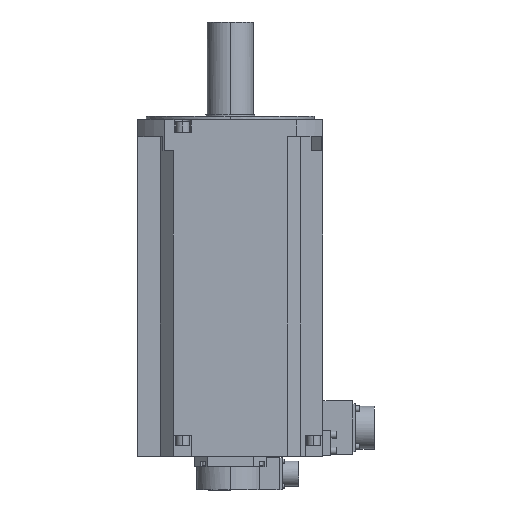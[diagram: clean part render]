
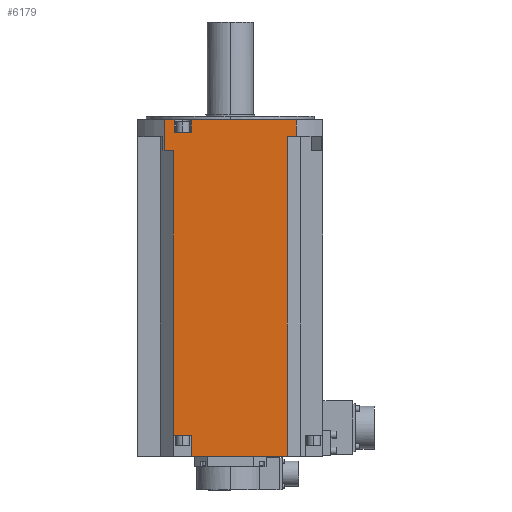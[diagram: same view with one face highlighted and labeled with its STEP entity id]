
A CAD part, left-side view. The second image highlights one B-rep face of the part: STEP entity #6179.
In plain terms, the highlighted planar face has unit normal (-1, 0, 0).
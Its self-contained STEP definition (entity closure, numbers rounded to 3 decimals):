
#72 = VERTEX_POINT ( 'NONE', #15211 ) ;
#74 = EDGE_CURVE ( 'NONE', #75, #72, #15201, .T. ) ;
#75 = VERTEX_POINT ( 'NONE', #15215 ) ;
#547 = VERTEX_POINT ( 'NONE', #3067 ) ;
#550 = EDGE_CURVE ( 'NONE', #551, #547, #3059, .T. ) ;
#551 = VERTEX_POINT ( 'NONE', #3055 ) ;
#1526 = EDGE_CURVE ( 'NONE', #1527, #1720, #5250, .T. ) ;
#1527 = VERTEX_POINT ( 'NONE', #5246 ) ;
#1529 = EDGE_CURVE ( 'NONE', #1810, #1781, #5245, .T. ) ;
#1536 = EDGE_CURVE ( 'NONE', #547, #1537, #5234, .T. ) ;
#1537 = VERTEX_POINT ( 'NONE', #5306 ) ;
#1719 = EDGE_CURVE ( 'NONE', #1720, #1721, #6781, .T. ) ;
#1720 = VERTEX_POINT ( 'NONE', #6777 ) ;
#1721 = VERTEX_POINT ( 'NONE', #6776 ) ;
#1778 = VERTEX_POINT ( 'NONE', #6826 ) ;
#1780 = EDGE_CURVE ( 'NONE', #1781, #1778, #6889, .T. ) ;
#1781 = VERTEX_POINT ( 'NONE', #6885 ) ;
#1795 = VERTEX_POINT ( 'NONE', #6865 ) ;
#1797 = EDGE_CURVE ( 'NONE', #1778, #1795, #6864, .T. ) ;
#1810 = VERTEX_POINT ( 'NONE', #6897 ) ;
#3055 = CARTESIAN_POINT ( 'NONE',  ( -110., -67.49, -20. ) ) ;
#3056 = DIRECTION ( 'NONE',  ( 0., -1., 0. ) ) ;
#3057 = VECTOR ( 'NONE', #3056, 1000. ) ;
#3058 = CARTESIAN_POINT ( 'NONE',  ( -110., 78.262, -20. ) ) ;
#3059 = LINE ( 'NONE', #3058, #3057 ) ;
#3067 = CARTESIAN_POINT ( 'NONE',  ( -110., -78.262, -20. ) ) ;
#5226 = CARTESIAN_POINT ( 'NONE',  ( -110., -78.262, 0. ) ) ;
#5234 = LINE ( 'NONE', #5226, #5308 ) ;
#5242 = DIRECTION ( 'NONE',  ( 0., 0., -1. ) ) ;
#5243 = VECTOR ( 'NONE', #5242, 1000. ) ;
#5244 = CARTESIAN_POINT ( 'NONE',  ( -110., 46.25, 0. ) ) ;
#5245 = LINE ( 'NONE', #5244, #5243 ) ;
#5246 = CARTESIAN_POINT ( 'NONE',  ( -110., 78.262, 0. ) ) ;
#5247 = DIRECTION ( 'NONE',  ( 0., 0., -1. ) ) ;
#5248 = VECTOR ( 'NONE', #5247, 1000. ) ;
#5249 = CARTESIAN_POINT ( 'NONE',  ( -110., 78.262, 0. ) ) ;
#5250 = LINE ( 'NONE', #5249, #5248 ) ;
#5306 = CARTESIAN_POINT ( 'NONE',  ( -110., -78.262, 0. ) ) ;
#5307 = DIRECTION ( 'NONE',  ( 0., 0., 1. ) ) ;
#5308 = VECTOR ( 'NONE', #5307, 1000. ) ;
#5809 = ORIENTED_EDGE ( 'NONE', *, *, #5810, .T. ) ;
#5810 = EDGE_CURVE ( 'NONE', #6207, #6174, #8904, .T. ) ;
#5829 = ORIENTED_EDGE ( 'NONE', *, *, #6175, .T. ) ;
#6117 = ORIENTED_EDGE ( 'NONE', *, *, #6148, .F. ) ;
#6148 = EDGE_CURVE ( 'NONE', #1810, #1537, #9948, .T. ) ;
#6149 = ORIENTED_EDGE ( 'NONE', *, *, #1529, .T. ) ;
#6150 = ORIENTED_EDGE ( 'NONE', *, *, #74, .T. ) ;
#6151 = ORIENTED_EDGE ( 'NONE', *, *, #1780, .T. ) ;
#6152 = ORIENTED_EDGE ( 'NONE', *, *, #6230, .T. ) ;
#6154 = ORIENTED_EDGE ( 'NONE', *, *, #1797, .T. ) ;
#6155 = ORIENTED_EDGE ( 'NONE', *, *, #6156, .F. ) ;
#6156 = EDGE_CURVE ( 'NONE', #1527, #1795, #9944, .T. ) ;
#6157 = ORIENTED_EDGE ( 'NONE', *, *, #1526, .T. ) ;
#6158 = ORIENTED_EDGE ( 'NONE', *, *, #1719, .T. ) ;
#6174 = VERTEX_POINT ( 'NONE', #9982 ) ;
#6175 = EDGE_CURVE ( 'NONE', #72, #6207, #9981, .T. ) ;
#6176 = ORIENTED_EDGE ( 'NONE', *, *, #550, .T. ) ;
#6178 = EDGE_CURVE ( 'NONE', #6174, #551, #9977, .T. ) ;
#6179 = ADVANCED_FACE ( 'NONE', ( #9973 ), #10037, .T. ) ;
#6180 = ORIENTED_EDGE ( 'NONE', *, *, #1536, .T. ) ;
#6181 = EDGE_LOOP ( 'NONE', ( #6182, #6176, #6180, #6117, #6149, #6151, #6154, #6155, #6157, #6158, #6152, #6150, #5829, #5809 ) ) ;
#6182 = ORIENTED_EDGE ( 'NONE', *, *, #6178, .T. ) ;
#6207 = VERTEX_POINT ( 'NONE', #10063 ) ;
#6230 = EDGE_CURVE ( 'NONE', #1721, #75, #10090, .T. ) ;
#6776 = CARTESIAN_POINT ( 'NONE',  ( -110., 67.49, -37. ) ) ;
#6777 = CARTESIAN_POINT ( 'NONE',  ( -110., 78.262, -37. ) ) ;
#6778 = DIRECTION ( 'NONE',  ( 0., -1., 0. ) ) ;
#6779 = VECTOR ( 'NONE', #6778, 1000. ) ;
#6780 = CARTESIAN_POINT ( 'NONE',  ( -110., 78.262, -37. ) ) ;
#6781 = LINE ( 'NONE', #6780, #6779 ) ;
#6826 = CARTESIAN_POINT ( 'NONE',  ( -110., 66.75, -15. ) ) ;
#6861 = DIRECTION ( 'NONE',  ( 0., 0., 1. ) ) ;
#6862 = VECTOR ( 'NONE', #6861, 1000. ) ;
#6863 = CARTESIAN_POINT ( 'NONE',  ( -110., 66.75, 0. ) ) ;
#6864 = LINE ( 'NONE', #6863, #6862 ) ;
#6865 = CARTESIAN_POINT ( 'NONE',  ( -110., 66.75, 0. ) ) ;
#6885 = CARTESIAN_POINT ( 'NONE',  ( -110., 46.25, -15. ) ) ;
#6886 = DIRECTION ( 'NONE',  ( 0., 1., 0. ) ) ;
#6887 = VECTOR ( 'NONE', #6886, 1000. ) ;
#6888 = CARTESIAN_POINT ( 'NONE',  ( -110., 78.262, -15. ) ) ;
#6889 = LINE ( 'NONE', #6888, #6887 ) ;
#6897 = CARTESIAN_POINT ( 'NONE',  ( -110., 46.25, 0. ) ) ;
#8901 = DIRECTION ( 'NONE',  ( 0., -1., 0. ) ) ;
#8902 = VECTOR ( 'NONE', #8901, 1000. ) ;
#8903 = CARTESIAN_POINT ( 'NONE',  ( -110., 0., -399.5 ) ) ;
#8904 = LINE ( 'NONE', #8903, #8902 ) ;
#9943 = CARTESIAN_POINT ( 'NONE',  ( -110., 0., 0. ) ) ;
#9944 = LINE ( 'NONE', #9943, #10001 ) ;
#9945 = DIRECTION ( 'NONE',  ( 0., -1., 0. ) ) ;
#9946 = VECTOR ( 'NONE', #9945, 1000. ) ;
#9947 = CARTESIAN_POINT ( 'NONE',  ( -110., 0., 0. ) ) ;
#9948 = LINE ( 'NONE', #9947, #9946 ) ;
#9973 = FACE_OUTER_BOUND ( 'NONE', #6181, .T. ) ;
#9974 = DIRECTION ( 'NONE',  ( 0., 0., 1. ) ) ;
#9975 = VECTOR ( 'NONE', #9974, 1000. ) ;
#9976 = CARTESIAN_POINT ( 'NONE',  ( -110., -67.49, -37. ) ) ;
#9977 = LINE ( 'NONE', #9976, #9975 ) ;
#9978 = DIRECTION ( 'NONE',  ( 0., 0., -1. ) ) ;
#9979 = VECTOR ( 'NONE', #9978, 1000. ) ;
#9980 = CARTESIAN_POINT ( 'NONE',  ( -110., 46.485, 0. ) ) ;
#9981 = LINE ( 'NONE', #9980, #9979 ) ;
#9982 = CARTESIAN_POINT ( 'NONE',  ( -110., -67.49, -399.5 ) ) ;
#10000 = DIRECTION ( 'NONE',  ( 0., -1., 0. ) ) ;
#10001 = VECTOR ( 'NONE', #10000, 1000. ) ;
#10033 = DIRECTION ( 'NONE',  ( 0., 0., 1. ) ) ;
#10034 = DIRECTION ( 'NONE',  ( -1., 0., 0. ) ) ;
#10035 = CARTESIAN_POINT ( 'NONE',  ( -110., 78.262, 0. ) ) ;
#10036 = AXIS2_PLACEMENT_3D ( 'NONE', #10035, #10034, #10033 ) ;
#10037 = PLANE ( 'NONE',  #10036 ) ;
#10063 = CARTESIAN_POINT ( 'NONE',  ( -110., 46.485, -399.5 ) ) ;
#10087 = DIRECTION ( 'NONE',  ( 0., 0., -1. ) ) ;
#10088 = VECTOR ( 'NONE', #10087, 1000. ) ;
#10089 = CARTESIAN_POINT ( 'NONE',  ( -110., 67.49, 0. ) ) ;
#10090 = LINE ( 'NONE', #10089, #10088 ) ;
#15193 = DIRECTION ( 'NONE',  ( 0., -1., 0. ) ) ;
#15194 = VECTOR ( 'NONE', #15193, 1000. ) ;
#15195 = CARTESIAN_POINT ( 'NONE',  ( -110., 78.262, -374.5 ) ) ;
#15201 = LINE ( 'NONE', #15195, #15194 ) ;
#15211 = CARTESIAN_POINT ( 'NONE',  ( -110., 46.485, -374.5 ) ) ;
#15215 = CARTESIAN_POINT ( 'NONE',  ( -110., 67.49, -374.5 ) ) ;
